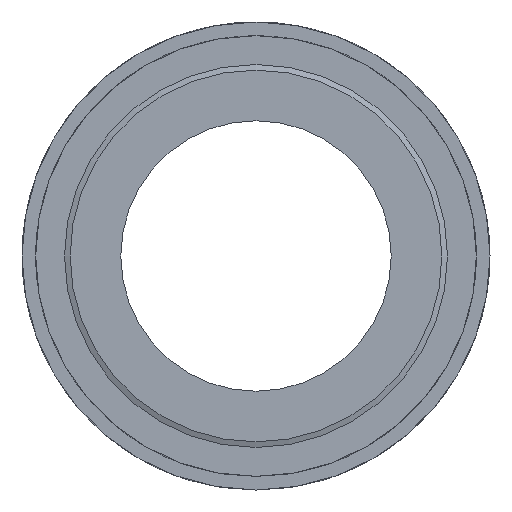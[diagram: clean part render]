
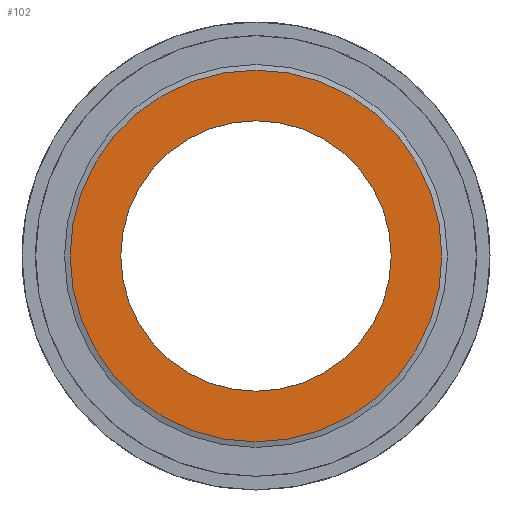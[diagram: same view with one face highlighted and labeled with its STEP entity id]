
A CAD part, left-side view. The second image highlights one B-rep face of the part: STEP entity #102.
In plain terms, the highlighted planar face has unit normal (-1, 0, 0).
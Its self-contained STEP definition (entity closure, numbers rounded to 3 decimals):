
#102 = ADVANCED_FACE( '', ( #184, #185 ), #186, .T. );
#184 = FACE_BOUND( '', #292, .T. );
#185 = FACE_OUTER_BOUND( '', #293, .T. );
#186 = PLANE( '', #294 );
#292 = EDGE_LOOP( '', ( #583 ) );
#293 = EDGE_LOOP( '', ( #584 ) );
#294 = AXIS2_PLACEMENT_3D( '', #585, #586, #587 );
#583 = ORIENTED_EDGE( '', *, *, #781, .T. );
#584 = ORIENTED_EDGE( '', *, *, #779, .F. );
#585 = CARTESIAN_POINT( '', ( -29., 30.58, 0. ) );
#586 = DIRECTION( '', ( -1., 0., 0. ) );
#587 = DIRECTION( '', ( 0., 0., 1. ) );
#779 = EDGE_CURVE( '', #950, #950, #951, .T. );
#781 = EDGE_CURVE( '', #954, #954, #955, .T. );
#950 = VERTEX_POINT( '', #1474 );
#951 = CIRCLE( '', #1475, 30.58 );
#954 = VERTEX_POINT( '', #1478 );
#955 = CIRCLE( '', #1479, 22.25 );
#1474 = CARTESIAN_POINT( '', ( -29., 0., -30.58 ) );
#1475 = AXIS2_PLACEMENT_3D( '', #1643, #1644, #1645 );
#1478 = CARTESIAN_POINT( '', ( -29., 0., -22.25 ) );
#1479 = AXIS2_PLACEMENT_3D( '', #1649, #1650, #1651 );
#1643 = CARTESIAN_POINT( '', ( -29., 0., 0. ) );
#1644 = DIRECTION( '', ( 1., 0., 0. ) );
#1645 = DIRECTION( '', ( 0., 0., -1. ) );
#1649 = CARTESIAN_POINT( '', ( -29., 0., 0. ) );
#1650 = DIRECTION( '', ( 1., 0., 0. ) );
#1651 = DIRECTION( '', ( 0., 0., -1. ) );
